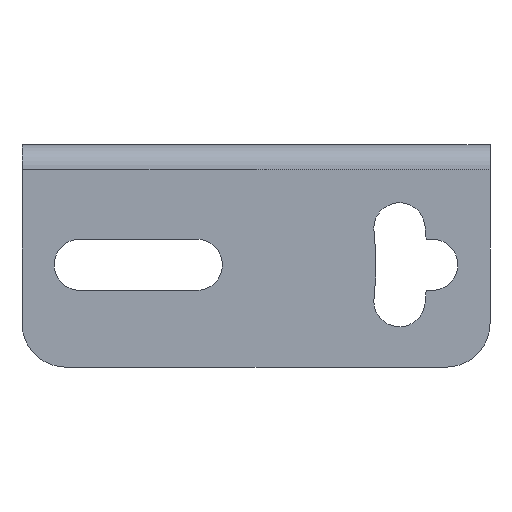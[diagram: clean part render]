
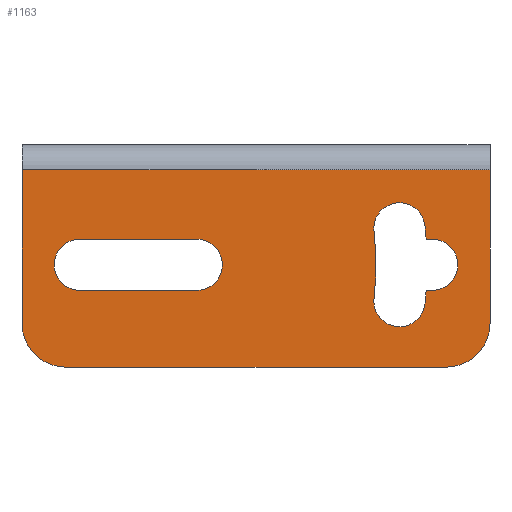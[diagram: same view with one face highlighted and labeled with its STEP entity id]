
A CAD part, front view. The second image highlights one B-rep face of the part: STEP entity #1163.
In plain terms, the highlighted planar face has unit normal (0, -1, 0).
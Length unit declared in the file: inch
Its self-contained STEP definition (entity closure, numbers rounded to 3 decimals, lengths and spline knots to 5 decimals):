
#267=DIRECTION('',(0.,0.,1.));
#268=VECTOR('',#267,0.41339);
#269=CARTESIAN_POINT('',(0.62992,-1.41732,
-0.48031));
#270=LINE('',#269,#268);
#271=CARTESIAN_POINT('',(0.51181,-1.41732,
-0.48031));
#272=DIRECTION('',(0.,-1.,0.));
#273=DIRECTION('',(0.,0.,-1.));
#274=AXIS2_PLACEMENT_3D('',#271,#272,#273);
#276=DIRECTION('',(1.,0.,0.));
#277=VECTOR('',#276,1.02362);
#278=CARTESIAN_POINT('',(-0.51181,-1.41732,
-0.59843));
#279=LINE('',#278,#277);
#280=CARTESIAN_POINT('',(-0.51181,-1.41732,
-0.48031));
#281=DIRECTION('',(0.,-1.,0.));
#282=DIRECTION('',(-1.,0.,0.));
#283=AXIS2_PLACEMENT_3D('',#280,#281,#282);
#285=DIRECTION('',(0.,0.,-1.));
#286=VECTOR('',#285,0.41339);
#287=CARTESIAN_POINT('',(-0.62992,-1.41732,
-0.06693));
#288=LINE('',#287,#286);
#289=DIRECTION('',(-1.,0.,0.));
#290=VECTOR('',#289,0.31496);
#291=CARTESIAN_POINT('',(-0.15945,-1.41732,
-0.25394));
#292=LINE('',#291,#290);
#293=CARTESIAN_POINT('',(-0.47441,-1.41732,
-0.32283));
#294=DIRECTION('',(0.,1.,0.));
#295=DIRECTION('',(0.,0.,-1.));
#296=AXIS2_PLACEMENT_3D('',#293,#294,#295);
#298=DIRECTION('',(1.,0.,0.));
#299=VECTOR('',#298,0.31496);
#300=CARTESIAN_POINT('',(-0.47441,-1.41732,
-0.39173));
#301=LINE('',#300,#299);
#302=CARTESIAN_POINT('',(-0.15945,-1.41732,
-0.32283));
#303=DIRECTION('',(0.,1.,0.));
#304=DIRECTION('',(0.,0.,1.));
#305=AXIS2_PLACEMENT_3D('',#302,#303,#304);
#307=CARTESIAN_POINT('',(-0.47441,-1.41732,
-0.32283));
#308=DIRECTION('',(0.,1.,0.));
#309=DIRECTION('',(0.994,0.,0.113));
#310=AXIS2_PLACEMENT_3D('',#307,#308,#309);
#312=CARTESIAN_POINT('',(0.38616,-1.41732,
-0.42088));
#313=DIRECTION('',(0.,1.,0.));
#314=DIRECTION('',(0.994,0.,-0.113));
#315=AXIS2_PLACEMENT_3D('',#312,#313,#314);
#317=CARTESIAN_POINT('',(-0.47441,-1.41732,
-0.32283));
#318=DIRECTION('',(0.,1.,0.));
#319=DIRECTION('',(0.997,0.,-0.074));
#320=AXIS2_PLACEMENT_3D('',#317,#318,#319);
#322=DIRECTION('',(1.,0.,0.));
#323=VECTOR('',#322,0.01632);
#324=CARTESIAN_POINT('',(0.45809,-1.41732,
-0.39173));
#325=LINE('',#324,#323);
#326=CARTESIAN_POINT('',(0.47441,-1.41732,
-0.32283));
#327=DIRECTION('',(0.,1.,0.));
#328=DIRECTION('',(0.,0.,1.));
#329=AXIS2_PLACEMENT_3D('',#326,#327,#328);
#331=DIRECTION('',(-1.,0.,0.));
#332=VECTOR('',#331,0.01632);
#333=CARTESIAN_POINT('',(0.47441,-1.41732,
-0.25394));
#334=LINE('',#333,#332);
#335=CARTESIAN_POINT('',(-0.47441,-1.41732,
-0.32283));
#336=DIRECTION('',(0.,1.,0.));
#337=DIRECTION('',(0.994,0.,0.113));
#338=AXIS2_PLACEMENT_3D('',#335,#336,#337);
#340=CARTESIAN_POINT('',(0.38616,-1.41732,
-0.22478));
#341=DIRECTION('',(0.,1.,0.));
#342=DIRECTION('',(-0.994,0.,-0.113));
#343=AXIS2_PLACEMENT_3D('',#340,#341,#342);
#345=DIRECTION('',(1.,0.,0.));
#346=VECTOR('',#345,1.25984);
#347=CARTESIAN_POINT('',(-0.62992,-1.41732,
-0.06693));
#348=LINE('',#347,#346);
#677=CARTESIAN_POINT('',(-0.62992,-1.41732,
-0.06693));
#678=CARTESIAN_POINT('',(0.62992,-1.41732,
-0.06693));
#679=VERTEX_POINT('',#677);
#680=VERTEX_POINT('',#678);
#693=CARTESIAN_POINT('',(0.62992,-1.41732,
-0.48031));
#694=VERTEX_POINT('',#693);
#695=CARTESIAN_POINT('',(-0.51181,-1.41732,
-0.59843));
#696=CARTESIAN_POINT('',(0.51181,-1.41732,
-0.59843));
#697=VERTEX_POINT('',#695);
#698=VERTEX_POINT('',#696);
#699=CARTESIAN_POINT('',(-0.62992,-1.41732,
-0.48031));
#700=VERTEX_POINT('',#699);
#749=CARTESIAN_POINT('',(-0.15945,-1.41732,
-0.25394));
#750=CARTESIAN_POINT('',(-0.47441,-1.41732,
-0.25394));
#751=VERTEX_POINT('',#749);
#752=VERTEX_POINT('',#750);
#753=CARTESIAN_POINT('',(-0.47441,-1.41732,
-0.39173));
#754=VERTEX_POINT('',#753);
#755=CARTESIAN_POINT('',(-0.15945,-1.41732,
-0.39173));
#756=VERTEX_POINT('',#755);
#757=CARTESIAN_POINT('',(0.31771,-1.41732,
-0.23258));
#758=CARTESIAN_POINT('',(0.31771,-1.41732,
-0.41309));
#759=VERTEX_POINT('',#757);
#760=VERTEX_POINT('',#758);
#761=CARTESIAN_POINT('',(0.45462,-1.41732,
-0.42868));
#762=VERTEX_POINT('',#761);
#763=CARTESIAN_POINT('',(0.45462,-1.41732,
-0.21699));
#764=CARTESIAN_POINT('',(0.45809,-1.41732,
-0.25394));
#765=VERTEX_POINT('',#763);
#766=VERTEX_POINT('',#764);
#849=CARTESIAN_POINT('',(0.45809,-1.41732,
-0.39173));
#850=VERTEX_POINT('',#849);
#851=CARTESIAN_POINT('',(0.47441,-1.41732,
-0.39173));
#852=VERTEX_POINT('',#851);
#853=CARTESIAN_POINT('',(0.47441,-1.41732,
-0.25394));
#854=VERTEX_POINT('',#853);
#1121=CARTESIAN_POINT('',(-0.33058,-1.41732,
-0.04724));
#1122=DIRECTION('',(0.,1.,0.));
#1123=DIRECTION('',(1.,0.,0.));
#1124=AXIS2_PLACEMENT_3D('',#1121,#1122,#1123);
#1125=PLANE('',#1124);
#1126=ORIENTED_EDGE('',*,*,#1059,.F.);
#1127=ORIENTED_EDGE('',*,*,#1074,.F.);
#1128=ORIENTED_EDGE('',*,*,#1088,.F.);
#1129=ORIENTED_EDGE('',*,*,#1102,.F.);
#1130=ORIENTED_EDGE('',*,*,#1115,.F.);
#1132=ORIENTED_EDGE('',*,*,#1131,.T.);
#1133=EDGE_LOOP('',(#1126,#1127,#1128,#1129,#1130,#1132));
#1134=FACE_OUTER_BOUND('',#1133,.F.);
#1136=ORIENTED_EDGE('',*,*,#1135,.T.);
#1138=ORIENTED_EDGE('',*,*,#1137,.F.);
#1140=ORIENTED_EDGE('',*,*,#1139,.T.);
#1142=ORIENTED_EDGE('',*,*,#1141,.F.);
#1143=EDGE_LOOP('',(#1136,#1138,#1140,#1142));
#1144=FACE_BOUND('',#1143,.F.);
#1146=ORIENTED_EDGE('',*,*,#1145,.T.);
#1148=ORIENTED_EDGE('',*,*,#1147,.F.);
#1150=ORIENTED_EDGE('',*,*,#1149,.F.);
#1152=ORIENTED_EDGE('',*,*,#1151,.T.);
#1154=ORIENTED_EDGE('',*,*,#1153,.F.);
#1156=ORIENTED_EDGE('',*,*,#1155,.T.);
#1158=ORIENTED_EDGE('',*,*,#1157,.F.);
#1160=ORIENTED_EDGE('',*,*,#1159,.F.);
#1161=EDGE_LOOP('',(#1146,#1148,#1150,#1152,#1154,#1156,#1158,#1160));
#1162=FACE_BOUND('',#1161,.F.);
#1163=ADVANCED_FACE('',(#1134,#1144,#1162),#1125,.F.);
#275=CIRCLE('',#274,0.11811);
#284=CIRCLE('',#283,0.11811);
#297=CIRCLE('',#296,0.0689);
#306=CIRCLE('',#305,0.0689);
#311=CIRCLE('',#310,0.79724);
#316=CIRCLE('',#315,0.0689);
#321=CIRCLE('',#320,0.93504);
#330=CIRCLE('',#329,0.0689);
#339=CIRCLE('',#338,0.93504);
#344=CIRCLE('',#343,0.0689);
#1059=EDGE_CURVE('',#694,#680,#270,.T.);
#1074=EDGE_CURVE('',#698,#694,#275,.T.);
#1088=EDGE_CURVE('',#697,#698,#279,.T.);
#1102=EDGE_CURVE('',#700,#697,#284,.T.);
#1115=EDGE_CURVE('',#679,#700,#288,.T.);
#1131=EDGE_CURVE('',#679,#680,#348,.T.);
#1135=EDGE_CURVE('',#751,#752,#292,.T.);
#1137=EDGE_CURVE('',#754,#752,#297,.T.);
#1139=EDGE_CURVE('',#754,#756,#301,.T.);
#1141=EDGE_CURVE('',#751,#756,#306,.T.);
#1145=EDGE_CURVE('',#759,#760,#311,.T.);
#1147=EDGE_CURVE('',#762,#760,#316,.T.);
#1149=EDGE_CURVE('',#850,#762,#321,.T.);
#1151=EDGE_CURVE('',#850,#852,#325,.T.);
#1153=EDGE_CURVE('',#854,#852,#330,.T.);
#1155=EDGE_CURVE('',#854,#766,#334,.T.);
#1157=EDGE_CURVE('',#765,#766,#339,.T.);
#1159=EDGE_CURVE('',#759,#765,#344,.T.);
